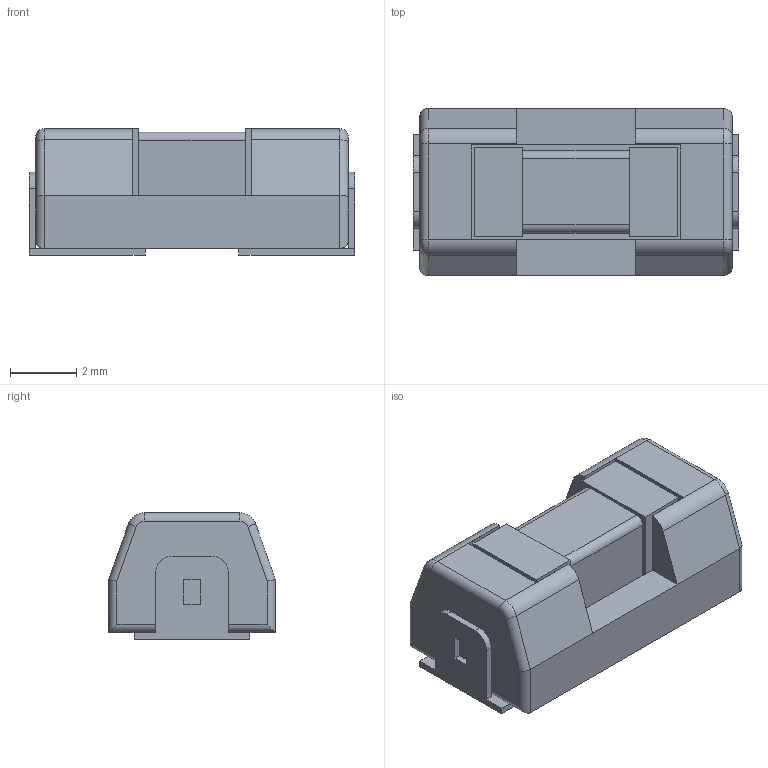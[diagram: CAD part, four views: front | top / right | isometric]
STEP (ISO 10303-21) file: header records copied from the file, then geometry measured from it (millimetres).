
FILE_DESCRIPTION( ( '' ), ' ' );
FILE_NAME( '5b894ce73a26d30f06120125.step', '2018-08-31T14:12:56', ( '' ), ( '' ), ' ', ' ', ' ' );
FILE_SCHEMA( ( 'AUTOMOTIVE_DESIGN { 1 0 10303 214 1 1 1 1 }' ) );
Length unit declared in the file: metre
Products named in the file (1): Open CASCADE STEP translator 6.8 1
Bounding box: 9.83 x 5.03 x 3.81 mm (x, y, z)
Volume: 145.1 mm3; surface area: 290.5 mm2
Topology: 1 solids, 1 shells, 94 faces, 244 edges, 152 vertices
Faces by surface type: plane 66, cylinder 24, torus 4
Entity records: 4812 total; most frequent: CARTESIAN_POINT 503, ORIENTED_EDGE 488, DIRECTION 470, STYLED_ITEM 338, PRESENTATION_STYLE_ASSIGNMENT 338, COLOUR_RGB 338, EDGE_CURVE 244, CURVE_STYLE 244
